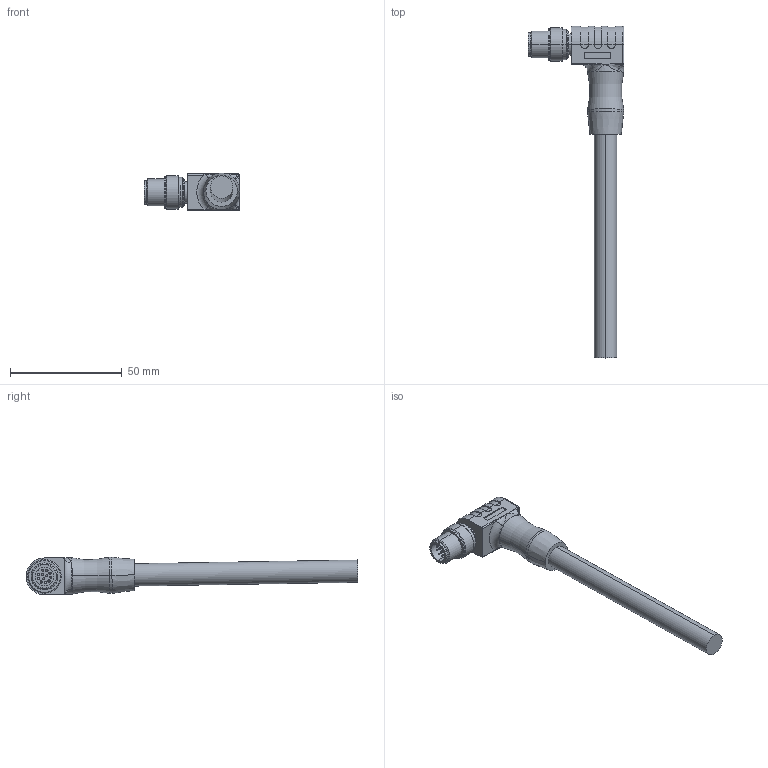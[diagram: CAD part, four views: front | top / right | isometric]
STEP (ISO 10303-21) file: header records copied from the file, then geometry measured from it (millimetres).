
FILE_DESCRIPTION((''),'2;1');
FILE_NAME('PRT0002','2019-03-27T',('xin.jin'),(''),'PRO/ENGINEER BY PARAMETRIC TECHNOLOGY CORPORATION, 2012060','PRO/ENGINEER BY PARAMETRIC TECHNOLOGY CORPORATION, 2012060','');
FILE_SCHEMA(('AUTOMOTIVE_DESIGN { 1 0 10303 214 1 1 1 1 }'));
Length unit declared in the file: millimetre
Products named in the file (1): PRT0002
Bounding box: 42.7 x 148.51 x 16.85 mm (x, y, z)
Volume: 21253.1 mm3; surface area: 8682.3 mm2
Topology: 1 solids, 14 shells, 524 faces, 1257 edges, 749 vertices
Faces by surface type: cylinder 224, plane 197, cone 64, bspline 18, sphere 15, torus 6
Entity records: 16398 total; most frequent: CARTESIAN_POINT 4048, DIRECTION 2741, ORIENTED_EDGE 2438, EDGE_CURVE 1219, AXIS2_PLACEMENT_3D 1078, VERTEX_POINT 749, EDGE_LOOP 586, VECTOR 585
